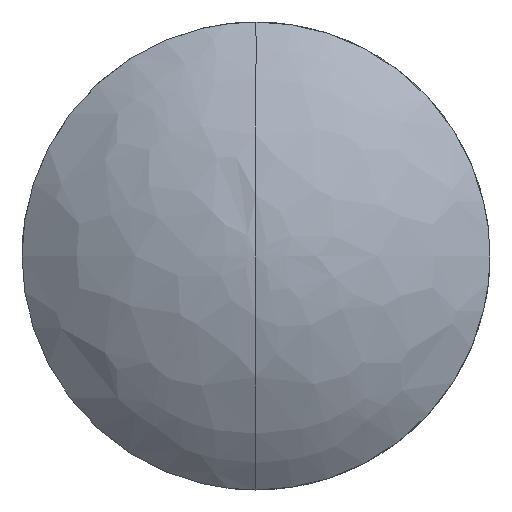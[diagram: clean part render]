
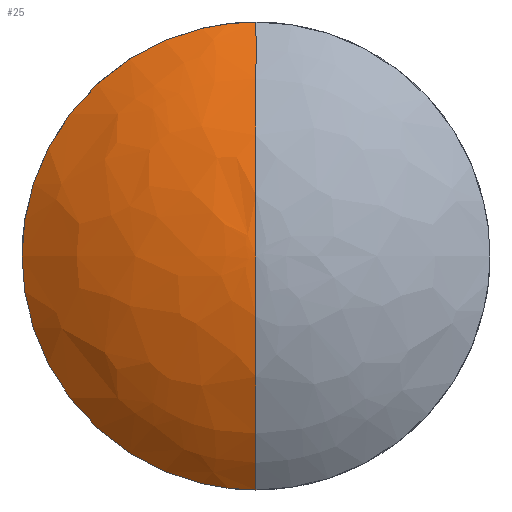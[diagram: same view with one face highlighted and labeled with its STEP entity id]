
A CAD part, front view. The second image highlights one B-rep face of the part: STEP entity #25.
In plain terms, the highlighted free-form (B-spline) face has degree [2, 2] with [9, 5] control points.
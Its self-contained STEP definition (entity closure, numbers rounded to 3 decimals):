
#25=ADVANCED_FACE('',(#160),#2142,.T.);
#160=FACE_OUTER_BOUND('',#295,.T.);
#295=EDGE_LOOP('',(#451,#452,#453,#454));
#451=ORIENTED_EDGE('',*,*,#1153,.F.);
#452=ORIENTED_EDGE('',*,*,#1152,.T.);
#453=ORIENTED_EDGE('',*,*,#1151,.F.);
#454=ORIENTED_EDGE('',*,*,#1154,.T.);
#1151=EDGE_CURVE('',#1858,#1857,#1502,.T.);
#1152=EDGE_CURVE('',#1859,#1857,#1503,.T.);
#1153=EDGE_CURVE('',#1859,#1860,#1504,.T.);
#1154=EDGE_CURVE('',#1858,#1860,#1505,.T.);
#1502=(
BOUNDED_CURVE()
B_SPLINE_CURVE(2,(#2812,#2813,#2814),.UNSPECIFIED.,.F.,.F.)
B_SPLINE_CURVE_WITH_KNOTS((3,3),(-12.566,0.),.UNSPECIFIED.)
CURVE()
GEOMETRIC_REPRESENTATION_ITEM()
RATIONAL_B_SPLINE_CURVE((1.,0.707,1.))
REPRESENTATION_ITEM('')
);
#1503=(
BOUNDED_CURVE()
B_SPLINE_CURVE(2,(#2815,#2816,#2817),.UNSPECIFIED.,.F.,.F.)
B_SPLINE_CURVE_WITH_KNOTS((3,3),(-1.571,-0.883),
 .UNSPECIFIED.)
CURVE()
GEOMETRIC_REPRESENTATION_ITEM()
RATIONAL_B_SPLINE_CURVE((1.,0.941,1.))
REPRESENTATION_ITEM('')
);
#1504=(
BOUNDED_CURVE()
B_SPLINE_CURVE(2,(#2818,#2819,#2820),.UNSPECIFIED.,.F.,.F.)
B_SPLINE_CURVE_WITH_KNOTS((3,3),(-8.668,0.),.UNSPECIFIED.)
CURVE()
GEOMETRIC_REPRESENTATION_ITEM()
RATIONAL_B_SPLINE_CURVE((1.,0.941,1.))
REPRESENTATION_ITEM('')
);
#1505=(
BOUNDED_CURVE()
B_SPLINE_CURVE(2,(#2821,#2822,#2823),.UNSPECIFIED.,.F.,.F.)
B_SPLINE_CURVE_WITH_KNOTS((3,3),(0.,12.566),.UNSPECIFIED.)
CURVE()
GEOMETRIC_REPRESENTATION_ITEM()
RATIONAL_B_SPLINE_CURVE((1.,0.707,1.))
REPRESENTATION_ITEM('')
);
#1857=VERTEX_POINT('',#2751);
#1858=VERTEX_POINT('',#2752);
#1859=VERTEX_POINT('',#2753);
#1860=VERTEX_POINT('',#2754);
#2142=(
BOUNDED_SURFACE()
B_SPLINE_SURFACE(2,2,((#2503,#2504,#2505,#2506,#2507),(#2508,#2509,#2510,
#2511,#2512),(#2513,#2514,#2515,#2516,#2517),(#2518,#2519,#2520,#2521,#2522),
(#2523,#2524,#2525,#2526,#2527),(#2528,#2529,#2530,#2531,#2532),(#2533,
#2534,#2535,#2536,#2537),(#2538,#2539,#2540,#2541,#2542),(#2543,#2544,#2545,
#2546,#2547)),.UNSPECIFIED.,.T.,.F.,.F.)
B_SPLINE_SURFACE_WITH_KNOTS((3,2,2,2,3),(3,2,3),(0.,1.571,3.142,
4.712,6.283),(-1.571,0.,1.571),
 .UNSPECIFIED.)
GEOMETRIC_REPRESENTATION_ITEM()
RATIONAL_B_SPLINE_SURFACE(((1.,0.707,1.,0.707,1.),
(0.707,0.5,0.707,0.5,0.707),(1.,0.707,
1.,0.707,1.),(0.707,0.5,0.707,0.5,0.707),
(1.,0.707,1.,0.707,1.),(0.707,0.5,0.707,
0.5,0.707),(1.,0.707,1.,0.707,1.),(0.707,
0.5,0.707,0.5,0.707),(1.,0.707,1.,0.707,
1.)))
REPRESENTATION_ITEM('')
SURFACE()
);
#2503=CARTESIAN_POINT('',(-254.833,198.226,12.894));
#2504=CARTESIAN_POINT('',(-254.833,198.226,25.494));
#2505=CARTESIAN_POINT('',(-254.833,210.826,25.494));
#2506=CARTESIAN_POINT('',(-254.833,223.426,25.494));
#2507=CARTESIAN_POINT('',(-254.833,223.426,12.894));
#2508=CARTESIAN_POINT('',(-254.833,198.226,12.894));
#2509=CARTESIAN_POINT('',(-242.233,198.226,25.494));
#2510=CARTESIAN_POINT('',(-242.233,210.826,25.494));
#2511=CARTESIAN_POINT('',(-242.233,223.426,25.494));
#2512=CARTESIAN_POINT('',(-254.833,223.426,12.894));
#2513=CARTESIAN_POINT('',(-254.833,198.226,12.894));
#2514=CARTESIAN_POINT('',(-242.233,198.226,12.894));
#2515=CARTESIAN_POINT('',(-242.233,210.826,12.894));
#2516=CARTESIAN_POINT('',(-242.233,223.426,12.894));
#2517=CARTESIAN_POINT('',(-254.833,223.426,12.894));
#2518=CARTESIAN_POINT('',(-254.833,198.226,12.894));
#2519=CARTESIAN_POINT('',(-242.233,198.226,0.294));
#2520=CARTESIAN_POINT('',(-242.233,210.826,0.294));
#2521=CARTESIAN_POINT('',(-242.233,223.426,0.294));
#2522=CARTESIAN_POINT('',(-254.833,223.426,12.894));
#2523=CARTESIAN_POINT('',(-254.833,198.226,12.894));
#2524=CARTESIAN_POINT('',(-254.833,198.226,0.294));
#2525=CARTESIAN_POINT('',(-254.833,210.826,0.294));
#2526=CARTESIAN_POINT('',(-254.833,223.426,0.294));
#2527=CARTESIAN_POINT('',(-254.833,223.426,12.894));
#2528=CARTESIAN_POINT('',(-254.833,198.226,12.894));
#2529=CARTESIAN_POINT('',(-267.433,198.226,0.294));
#2530=CARTESIAN_POINT('',(-267.433,210.826,0.294));
#2531=CARTESIAN_POINT('',(-267.433,223.426,0.294));
#2532=CARTESIAN_POINT('',(-254.833,223.426,12.894));
#2533=CARTESIAN_POINT('',(-254.833,198.226,12.894));
#2534=CARTESIAN_POINT('',(-267.433,198.226,12.894));
#2535=CARTESIAN_POINT('',(-267.433,210.826,12.894));
#2536=CARTESIAN_POINT('',(-267.433,223.426,12.894));
#2537=CARTESIAN_POINT('',(-254.833,223.426,12.894));
#2538=CARTESIAN_POINT('',(-254.833,198.226,12.894));
#2539=CARTESIAN_POINT('',(-267.433,198.226,25.494));
#2540=CARTESIAN_POINT('',(-267.433,210.826,25.494));
#2541=CARTESIAN_POINT('',(-267.433,223.426,25.494));
#2542=CARTESIAN_POINT('',(-254.833,223.426,12.894));
#2543=CARTESIAN_POINT('',(-254.833,198.226,12.894));
#2544=CARTESIAN_POINT('',(-254.833,198.226,25.494));
#2545=CARTESIAN_POINT('',(-254.833,210.826,25.494));
#2546=CARTESIAN_POINT('',(-254.833,223.426,25.494));
#2547=CARTESIAN_POINT('',(-254.833,223.426,12.894));
#2751=CARTESIAN_POINT('',(-254.833,201.092,20.894));
#2752=CARTESIAN_POINT('',(-262.833,201.092,12.894));
#2753=CARTESIAN_POINT('',(-254.833,198.226,12.894));
#2754=CARTESIAN_POINT('',(-254.833,201.092,4.894));
#2812=CARTESIAN_POINT('',(-262.833,201.092,12.894));
#2813=CARTESIAN_POINT('',(-262.833,201.092,20.894));
#2814=CARTESIAN_POINT('',(-254.833,201.092,20.894));
#2815=CARTESIAN_POINT('',(-254.833,198.226,12.894));
#2816=CARTESIAN_POINT('',(-254.833,198.226,17.407));
#2817=CARTESIAN_POINT('',(-254.833,201.092,20.894));
#2818=CARTESIAN_POINT('',(-254.833,198.226,12.894));
#2819=CARTESIAN_POINT('',(-254.833,198.226,8.381));
#2820=CARTESIAN_POINT('',(-254.833,201.092,4.894));
#2821=CARTESIAN_POINT('',(-262.833,201.092,12.894));
#2822=CARTESIAN_POINT('',(-262.833,201.092,4.894));
#2823=CARTESIAN_POINT('',(-254.833,201.092,4.894));
